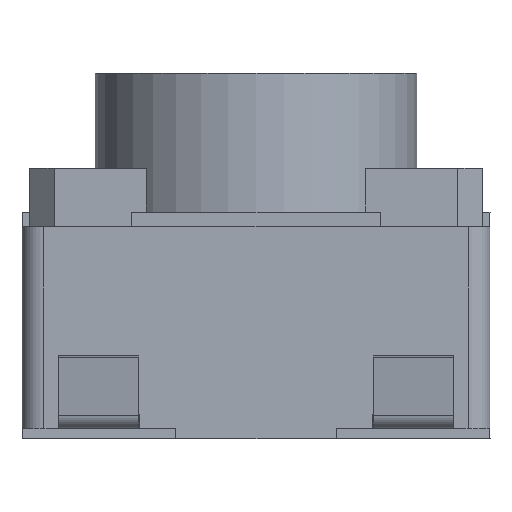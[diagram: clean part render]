
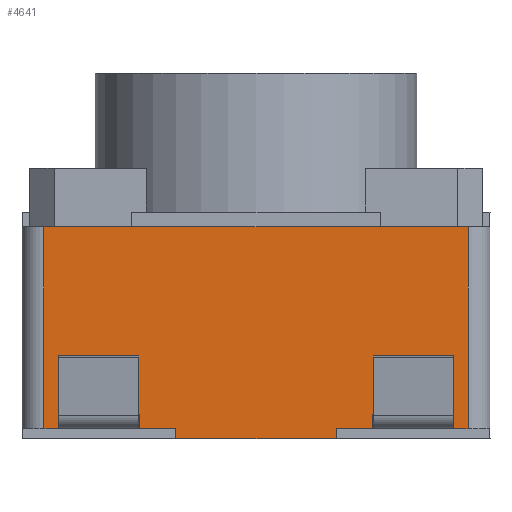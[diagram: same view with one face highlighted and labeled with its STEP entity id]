
A CAD part, left-side view. The second image highlights one B-rep face of the part: STEP entity #4641.
In plain terms, the highlighted planar face has unit normal (-1, 0, 0).
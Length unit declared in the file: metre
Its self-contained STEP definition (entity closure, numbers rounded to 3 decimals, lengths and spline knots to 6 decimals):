
#208=PLANE('',#5928);
#751=LINE('',#8496,#1309);
#752=LINE('',#8499,#1310);
#753=LINE('',#8501,#1311);
#754=LINE('',#8503,#1312);
#755=LINE('',#8505,#1313);
#756=LINE('',#8507,#1314);
#757=LINE('',#8509,#1315);
#758=LINE('',#8511,#1316);
#759=LINE('',#8513,#1317);
#760=LINE('',#8515,#1318);
#761=LINE('',#8517,#1319);
#762=LINE('',#8519,#1320);
#763=LINE('',#8521,#1321);
#764=LINE('',#8523,#1322);
#765=LINE('',#8525,#1323);
#766=LINE('',#8527,#1324);
#1309=VECTOR('',#7155,1.);
#1310=VECTOR('',#7156,1.);
#1311=VECTOR('',#7157,1.);
#1312=VECTOR('',#7158,1.);
#1313=VECTOR('',#7159,1.);
#1314=VECTOR('',#7160,1.);
#1315=VECTOR('',#7161,1.);
#1316=VECTOR('',#7162,1.);
#1317=VECTOR('',#7163,1.);
#1318=VECTOR('',#7164,1.);
#1319=VECTOR('',#7165,1.);
#1320=VECTOR('',#7166,1.);
#1321=VECTOR('',#7167,1.);
#1322=VECTOR('',#7168,1.);
#1323=VECTOR('',#7169,1.);
#1324=VECTOR('',#7170,1.);
#2509=ORIENTED_EDGE('',*,*,#3178,.F.);
#2510=ORIENTED_EDGE('',*,*,#3179,.T.);
#2511=ORIENTED_EDGE('',*,*,#3180,.F.);
#2512=ORIENTED_EDGE('',*,*,#3181,.F.);
#2513=ORIENTED_EDGE('',*,*,#3182,.F.);
#2514=ORIENTED_EDGE('',*,*,#3183,.F.);
#2515=ORIENTED_EDGE('',*,*,#3184,.F.);
#2516=ORIENTED_EDGE('',*,*,#3185,.T.);
#2517=ORIENTED_EDGE('',*,*,#3186,.F.);
#2518=ORIENTED_EDGE('',*,*,#3187,.T.);
#2519=ORIENTED_EDGE('',*,*,#3188,.F.);
#2520=ORIENTED_EDGE('',*,*,#3189,.F.);
#2521=ORIENTED_EDGE('',*,*,#3190,.F.);
#2522=ORIENTED_EDGE('',*,*,#3191,.T.);
#2523=ORIENTED_EDGE('',*,*,#3192,.T.);
#2524=ORIENTED_EDGE('',*,*,#3193,.F.);
#3178=EDGE_CURVE('',#3622,#3623,#751,.T.);
#3179=EDGE_CURVE('',#3622,#3624,#752,.T.);
#3180=EDGE_CURVE('',#3625,#3624,#753,.T.);
#3181=EDGE_CURVE('',#3626,#3625,#754,.T.);
#3182=EDGE_CURVE('',#3627,#3626,#755,.T.);
#3183=EDGE_CURVE('',#3628,#3627,#756,.T.);
#3184=EDGE_CURVE('',#3629,#3628,#757,.T.);
#3185=EDGE_CURVE('',#3629,#3630,#758,.T.);
#3186=EDGE_CURVE('',#3631,#3630,#759,.T.);
#3187=EDGE_CURVE('',#3631,#3632,#760,.T.);
#3188=EDGE_CURVE('',#3633,#3632,#761,.T.);
#3189=EDGE_CURVE('',#3634,#3633,#762,.T.);
#3190=EDGE_CURVE('',#3635,#3634,#763,.T.);
#3191=EDGE_CURVE('',#3635,#3636,#764,.T.);
#3192=EDGE_CURVE('',#3636,#3637,#765,.T.);
#3193=EDGE_CURVE('',#3623,#3637,#766,.T.);
#3622=VERTEX_POINT('',#8497);
#3623=VERTEX_POINT('',#8498);
#3624=VERTEX_POINT('',#8500);
#3625=VERTEX_POINT('',#8502);
#3626=VERTEX_POINT('',#8504);
#3627=VERTEX_POINT('',#8506);
#3628=VERTEX_POINT('',#8508);
#3629=VERTEX_POINT('',#8510);
#3630=VERTEX_POINT('',#8512);
#3631=VERTEX_POINT('',#8514);
#3632=VERTEX_POINT('',#8516);
#3633=VERTEX_POINT('',#8518);
#3634=VERTEX_POINT('',#8520);
#3635=VERTEX_POINT('',#8522);
#3636=VERTEX_POINT('',#8524);
#3637=VERTEX_POINT('',#8526);
#3988=EDGE_LOOP('',(#2509,#2510,#2511,#2512,#2513,#2514,#2515,#2516,#2517,
#2518,#2519,#2520,#2521,#2522,#2523,#2524));
#4230=FACE_BOUND('',#3988,.T.);
#4641=ADVANCED_FACE('',(#4230),#208,.F.);
#5928=AXIS2_PLACEMENT_3D('',#8495,#7153,#7154);
#7153=DIRECTION('',(1.,0.,0.));
#7154=DIRECTION('',(0.,1.,0.));
#7155=DIRECTION('',(0.,1.,0.));
#7156=DIRECTION('',(0.,0.,1.));
#7157=DIRECTION('',(0.,1.,0.));
#7158=DIRECTION('',(0.,0.,1.));
#7159=DIRECTION('',(0.,1.,0.));
#7160=DIRECTION('',(0.,0.,1.));
#7161=DIRECTION('',(0.,1.,0.));
#7162=DIRECTION('',(0.,0.,1.));
#7163=DIRECTION('',(0.,1.,0.));
#7164=DIRECTION('',(0.,0.,1.));
#7165=DIRECTION('',(0.,1.,0.));
#7166=DIRECTION('',(0.,0.,1.));
#7167=DIRECTION('',(0.,1.,0.));
#7168=DIRECTION('',(0.,0.,1.));
#7169=DIRECTION('',(0.,1.,0.));
#7170=DIRECTION('',(0.,0.,1.));
#8495=CARTESIAN_POINT('',(-0.00209,0.,0.000725));
#8496=CARTESIAN_POINT('',(-0.00209,0.,0.00007));
#8497=CARTESIAN_POINT('',(-0.00209,0.00135,0.00007));
#8498=CARTESIAN_POINT('',(-0.00209,0.00145,0.00007));
#8499=CARTESIAN_POINT('',(-0.00209,0.00135,0.000725));
#8500=CARTESIAN_POINT('',(-0.00209,0.00135,0.000169));
#8501=CARTESIAN_POINT('',(-0.00209,0.,0.000169));
#8502=CARTESIAN_POINT('',(-0.00209,0.0008,0.000169));
#8503=CARTESIAN_POINT('',(-0.00209,0.0008,0.000725));
#8504=CARTESIAN_POINT('',(-0.00209,0.0008,0.00007));
#8505=CARTESIAN_POINT('',(-0.00209,0.,0.00007));
#8506=CARTESIAN_POINT('',(-0.00209,0.00055,0.00007));
#8507=CARTESIAN_POINT('',(-0.00209,0.00055,0.000725));
#8508=CARTESIAN_POINT('',(-0.00209,0.00055,0.));
#8509=CARTESIAN_POINT('',(-0.00209,0.,0.));
#8510=CARTESIAN_POINT('',(-0.00209,-0.00055,0.));
#8511=CARTESIAN_POINT('',(-0.00209,-0.00055,0.000725));
#8512=CARTESIAN_POINT('',(-0.00209,-0.00055,0.00007));
#8513=CARTESIAN_POINT('',(-0.00209,0.,0.00007));
#8514=CARTESIAN_POINT('',(-0.00209,-0.0008,0.00007));
#8515=CARTESIAN_POINT('',(-0.00209,-0.0008,0.000725));
#8516=CARTESIAN_POINT('',(-0.00209,-0.0008,0.000169));
#8517=CARTESIAN_POINT('',(-0.00209,0.,0.000169));
#8518=CARTESIAN_POINT('',(-0.00209,-0.00135,0.000169));
#8519=CARTESIAN_POINT('',(-0.00209,-0.00135,0.000725));
#8520=CARTESIAN_POINT('',(-0.00209,-0.00135,0.00007));
#8521=CARTESIAN_POINT('',(-0.00209,0.,0.00007));
#8522=CARTESIAN_POINT('',(-0.00209,-0.00145,0.00007));
#8523=CARTESIAN_POINT('',(-0.00209,-0.00145,0.000725));
#8524=CARTESIAN_POINT('',(-0.00209,-0.00145,0.00145));
#8525=CARTESIAN_POINT('',(-0.00209,0.,0.00145));
#8526=CARTESIAN_POINT('',(-0.00209,0.00145,0.00145));
#8527=CARTESIAN_POINT('',(-0.00209,0.00145,0.000725));
